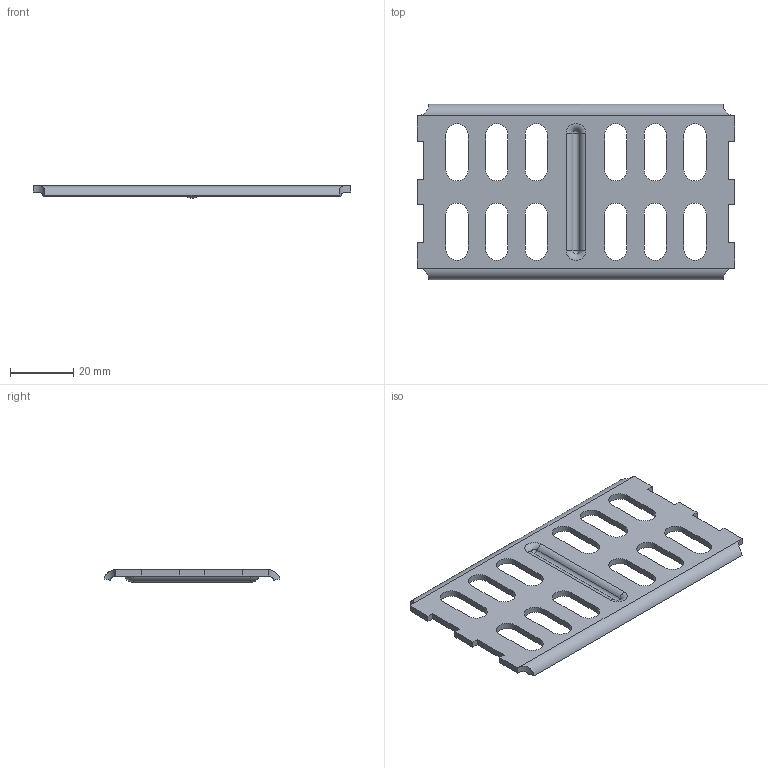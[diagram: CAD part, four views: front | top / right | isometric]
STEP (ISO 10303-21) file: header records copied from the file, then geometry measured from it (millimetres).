
FILE_DESCRIPTION (( 'STEP AP214' ), '1' );
FILE_NAME ('6067093.stp', '2022-03-24T13:59:18', ( '' ), ( '' ), 'SwSTEP 2.0', 'SolidWorks 2020', '' );
FILE_SCHEMA (( 'AUTOMOTIVE_DESIGN' ));
Length unit declared in the file: millimetre
Products named in the file (1): 6067093
Bounding box: 100 x 55.3 x 4 mm (x, y, z)
Volume: 8188 mm3; surface area: 9886.7 mm2
Topology: 1 solids, 1 shells, 92 faces, 256 edges, 168 vertices
Faces by surface type: plane 46, cylinder 38, sphere 4, torus 4
Entity records: 3150 total; most frequent: CARTESIAN_POINT 661, ORIENTED_EDGE 512, DIRECTION 506, EDGE_CURVE 256, AXIS2_PLACEMENT_3D 169, VERTEX_POINT 168, LINE 168, VECTOR 168
